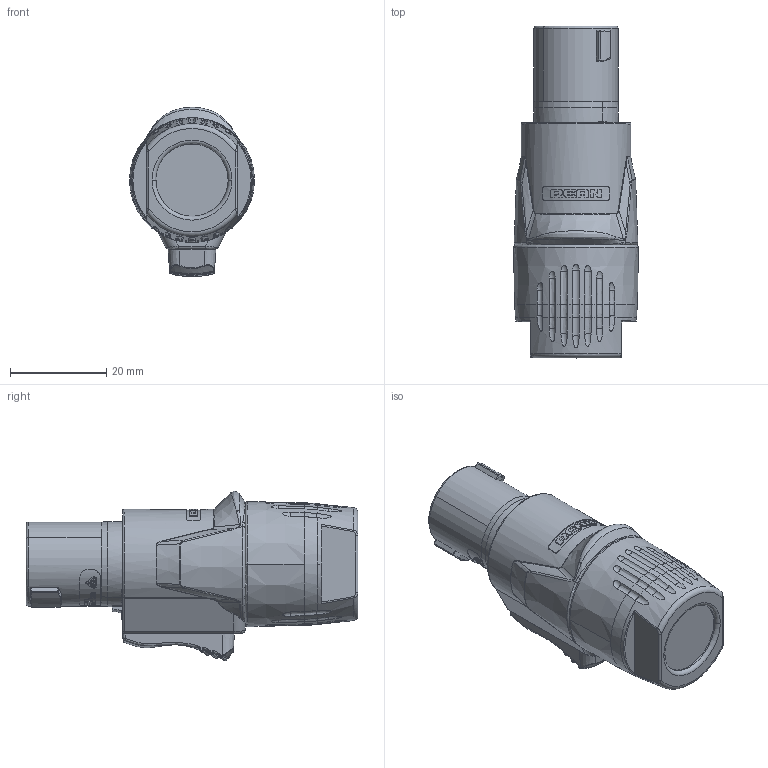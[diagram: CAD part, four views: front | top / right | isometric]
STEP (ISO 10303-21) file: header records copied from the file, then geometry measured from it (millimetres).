
FILE_DESCRIPTION((''),'2;1');
FILE_NAME('9128-034-945-090','2024-02-23T10:09:49',('summer.xia'),(''),'CREO PARAMETRIC BY PTC INC, 2021184','CREO PARAMETRIC BY PTC INC, 2021184','');
FILE_SCHEMA(('CONFIG_CONTROL_DESIGN'));
Products named in the file (1): 9128-034-945-090
Bounding box: 26.04 x 69.1 x 35.27 mm (x, y, z)
Volume: 28903.3 mm3; surface area: 7131.6 mm2
Topology: 9 solids, 21 shells, 858 faces, 2176 edges, 1399 vertices
Faces by surface type: bspline 265, plane 229, extrusion 161, cylinder 85, torus 59, cone 35, sphere 24
Entity records: 41590 total; most frequent: CARTESIAN_POINT 23446, ORIENTED_EDGE 4318, DIRECTION 2808, EDGE_CURVE 2159, VERTEX_POINT 1362, B_SPLINE_CURVE_WITH_KNOTS 1120, AXIS2_PLACEMENT_3D 994, EDGE_LOOP 885
